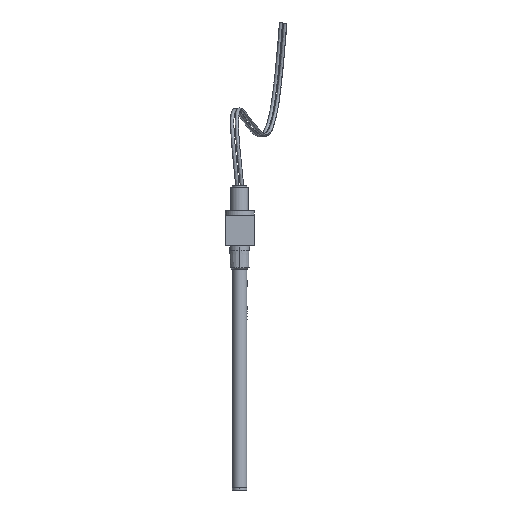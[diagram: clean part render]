
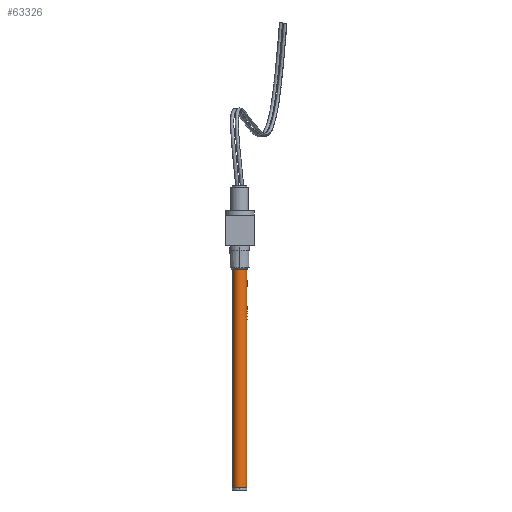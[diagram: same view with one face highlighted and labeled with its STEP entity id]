
A CAD part, left-side view. The second image highlights one B-rep face of the part: STEP entity #63326.
In plain terms, the highlighted cylindrical face has radius 3.969 mm (diameter 7.938 mm), a partial arc.
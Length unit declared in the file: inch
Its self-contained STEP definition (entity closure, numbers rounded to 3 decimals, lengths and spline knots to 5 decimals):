
#706 = CYLINDRICAL_SURFACE ( 'NONE', #55165, 0.15625 ) ;
#2224 = FACE_OUTER_BOUND ( 'NONE', #18876, .T. ) ;
#6312 = VERTEX_POINT ( 'NONE', #8308 ) ;
#8308 = CARTESIAN_POINT ( 'NONE',  ( 0.0933, -0.0291, 3.53419 ) ) ;
#8888 = ORIENTED_EDGE ( 'NONE', *, *, #19379, .T. ) ;
#11666 = EDGE_CURVE ( 'NONE', #45366, #26540, #13985, .T. ) ;
#12762 = AXIS2_PLACEMENT_3D ( 'NONE', #13250, #47676, #18193 ) ;
#13250 = CARTESIAN_POINT ( 'NONE',  ( 0.04926, 0.12082, 3.53419 ) ) ;
#13985 = LINE ( 'NONE', #30868, #37055 ) ;
#14070 = ORIENTED_EDGE ( 'NONE', *, *, #53663, .T. ) ;
#14156 = CARTESIAN_POINT ( 'NONE',  ( 0.00522, 0.27073, -1.41581 ) ) ;
#15860 = ORIENTED_EDGE ( 'NONE', *, *, #27746, .T. ) ;
#16441 = DIRECTION ( 'NONE',  ( 0., 0., 1. ) ) ;
#17142 = DIRECTION ( 'NONE',  ( 0.282, -0.959, 0. ) ) ;
#18193 = DIRECTION ( 'NONE',  ( 0.282, -0.959, 0. ) ) ;
#18876 = EDGE_LOOP ( 'NONE', ( #56626, #8888, #14070, #15860 ) ) ;
#19379 = EDGE_CURVE ( 'NONE', #45366, #21075, #57000, .T. ) ;
#21075 = VERTEX_POINT ( 'NONE', #31913 ) ;
#21127 = VECTOR ( 'NONE', #33870, 39.37008 ) ;
#24116 = AXIS2_PLACEMENT_3D ( 'NONE', #58646, #29143, #63522 ) ;
#26540 = VERTEX_POINT ( 'NONE', #45094 ) ;
#27746 = EDGE_CURVE ( 'NONE', #6312, #26540, #31042, .T. ) ;
#29143 = DIRECTION ( 'NONE',  ( 0., 0., 1. ) ) ;
#30868 = CARTESIAN_POINT ( 'NONE',  ( 0.00522, 0.27073, -1.41581 ) ) ;
#31042 = CIRCLE ( 'NONE', #12762, 0.15625 ) ;
#31913 = CARTESIAN_POINT ( 'NONE',  ( 0.0933, -0.0291, -1.41581 ) ) ;
#33870 = DIRECTION ( 'NONE',  ( 0., 0., 1. ) ) ;
#37055 = VECTOR ( 'NONE', #16441, 39.37008 ) ;
#45094 = CARTESIAN_POINT ( 'NONE',  ( 0.00522, 0.27073, 3.53419 ) ) ;
#45366 = VERTEX_POINT ( 'NONE', #14156 ) ;
#47676 = DIRECTION ( 'NONE',  ( 0., 0., -1. ) ) ;
#51759 = DIRECTION ( 'NONE',  ( 0., 0., 1. ) ) ;
#53663 = EDGE_CURVE ( 'NONE', #21075, #6312, #58827, .T. ) ;
#55165 = AXIS2_PLACEMENT_3D ( 'NONE', #56258, #51759, #17142 ) ;
#56258 = CARTESIAN_POINT ( 'NONE',  ( 0.04926, 0.12082, -1.41581 ) ) ;
#56626 = ORIENTED_EDGE ( 'NONE', *, *, #11666, .F. ) ;
#57000 = CIRCLE ( 'NONE', #24116, 0.15625 ) ;
#58646 = CARTESIAN_POINT ( 'NONE',  ( 0.04926, 0.12082, -1.41581 ) ) ;
#58827 = LINE ( 'NONE', #63317, #21127 ) ;
#63317 = CARTESIAN_POINT ( 'NONE',  ( 0.0933, -0.0291, -1.41581 ) ) ;
#63326 = ADVANCED_FACE ( 'NONE', ( #2224 ), #706, .T. ) ;
#63522 = DIRECTION ( 'NONE',  ( 0.282, -0.959, 0. ) ) ;
